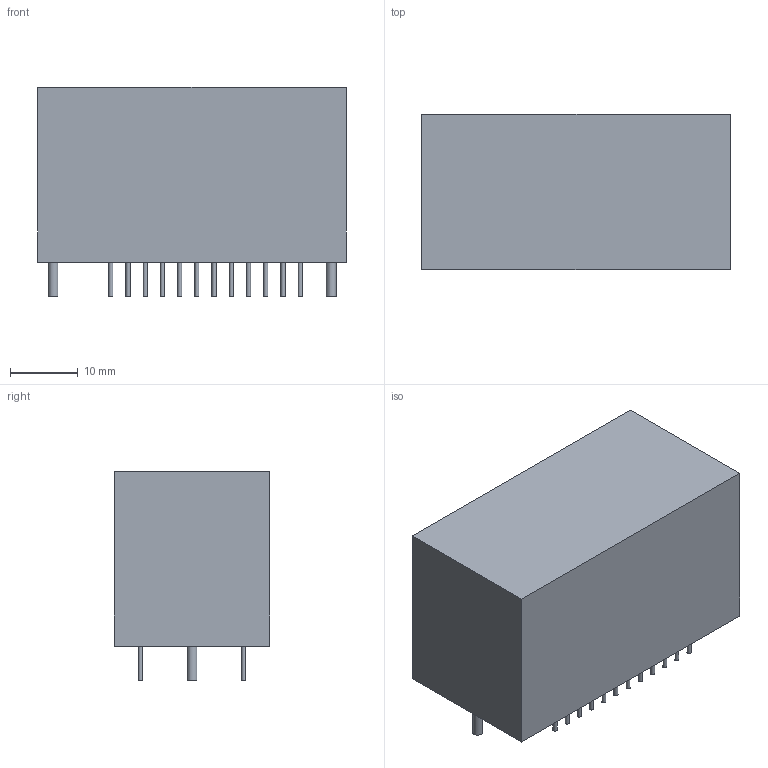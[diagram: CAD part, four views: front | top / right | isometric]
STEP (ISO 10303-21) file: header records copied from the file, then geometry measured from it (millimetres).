
FILE_DESCRIPTION(('CAx-IF Rec.Pracs.---Model Styling and Organization---1.5---2016-08-15','CAx-IF Rec.Pracs.---Geometric and Assembly Validation Properties---4.4---2016-08-17','CAx-IF Rec.Pracs.---User Defined Attributes---1.5---2016-08-15','CAx-IF Rec.Pracs.---External References---2.1---2005-01-19'),'2;1');
FILE_NAME('535927.2.3.step','2023-04-26T18:55:32',('Unspecified'),('Unspecified'),'CAD Exchanger 3.8.1 (cadexchanger.com)','Unspecified','');
FILE_SCHEMA(('AUTOMOTIVE_DESIGN { 1 0 10303 214 1 1 1 1 }'));
Length unit declared in the file: millimetre
Products named in the file (3): ASSEMBLY; Body; Leads
Assembly tree (2 placements, depth 2):
  ASSEMBLY
    Body
    Leads
Bounding box: 45.47 x 22.86 x 30.89 mm (x, y, z)
Volume: 26860.2 mm3; surface area: 5906.2 mm2
Topology: 27 solids, 27 shells, 84 faces, 90 edges, 60 vertices
Faces by surface type: plane 58, cylinder 26
Full cylindrical faces by diameter (mm): 0.613 x24, 1.45 x2
Entity records: 1789 total; most frequent: DIRECTION 314, CARTESIAN_POINT 236, ORIENTED_EDGE 180, AXIS2_PLACEMENT_3D 138, EDGE_CURVE 90, ADVANCED_FACE 84, FACE_BOUND 84, EDGE_LOOP 84
